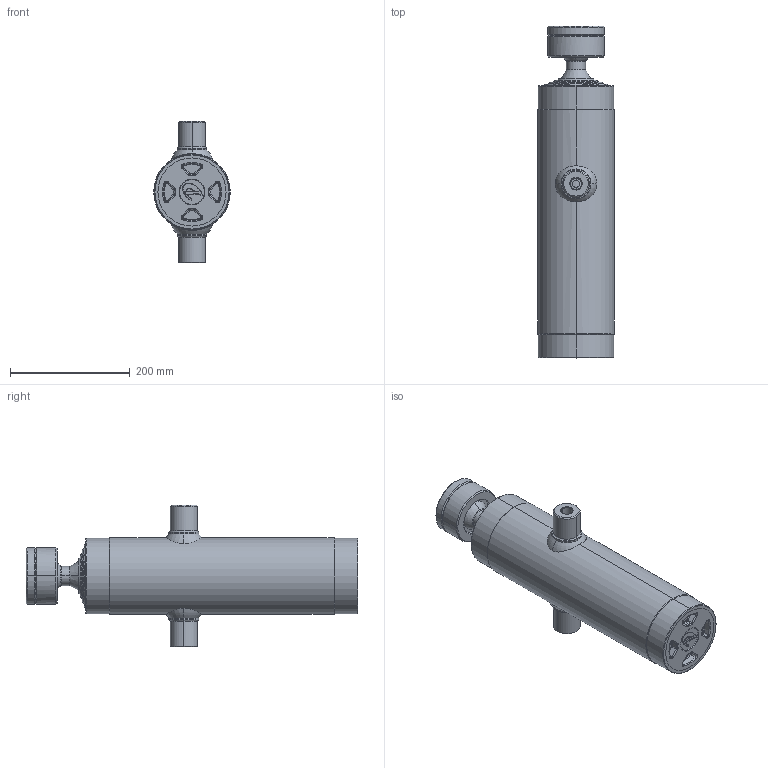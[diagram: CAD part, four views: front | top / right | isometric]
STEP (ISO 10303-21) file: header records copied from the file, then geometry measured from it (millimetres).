
FILE_DESCRIPTION (( 'STEP AP203' ), '1' );
FILE_NAME ('447.BGIRZ.STEP', '2023-09-12T11:20:46', ( '' ), ( '' ), 'SwSTEP 2.0', 'SolidWorks 2021', '' );
FILE_SCHEMA (( 'CONFIG_CONTROL_DESIGN' ));
Length unit declared in the file: millimetre
Products named in the file (1): 447.BGIRZ
Bounding box: 128 x 555 x 237 mm (x, y, z)
Surface area: 693382.5 mm2 (no closed solid volume)
Topology: 0 solids, 17 shells, 273 faces, 702 edges, 437 vertices
Faces by surface type: cylinder 77, torus 77, cone 75, plane 34, bspline 8, sphere 2
Entity records: 10043 total; most frequent: CARTESIAN_POINT 3299, DIRECTION 1579, ORIENTED_EDGE 1235, EDGE_CURVE 697, AXIS2_PLACEMENT_3D 680, VERTEX_POINT 434, CIRCLE 414, EDGE_LOOP 289
